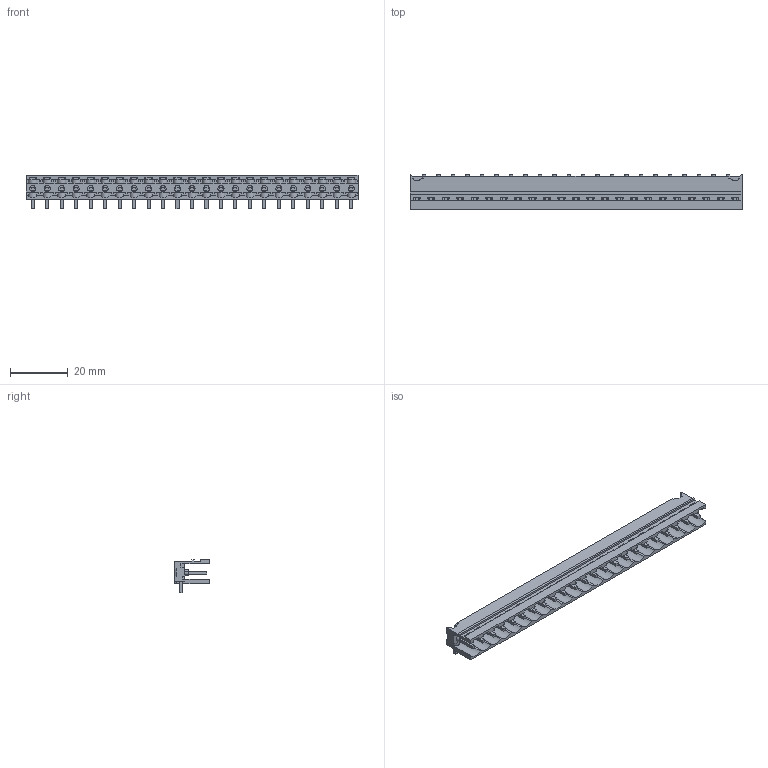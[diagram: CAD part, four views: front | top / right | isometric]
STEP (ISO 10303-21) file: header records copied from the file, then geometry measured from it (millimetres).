
FILE_DESCRIPTION(('CATIA V5 STEP Exchange','CAx-IF Rec.Pracs.--- Model Styling and Organization---1.2---2011-12-15'),'2;1');
FILE_NAME ('D1457097_0_1840100000_1840100000.stp','2018-03-08T08:11:22+00:00',('none'),('Weidmueller'),'CATIA Version 5-6 Release 2014','CATIA V5 STEP AP214','none');
FILE_SCHEMA(('AUTOMOTIVE_DESIGN { 1 0 10303 214 1 1 1 1 }'));
Length unit declared in the file: millimetre
Products named in the file (1): 1840100000
Bounding box: 114.6 x 12 x 11.63 mm (x, y, z)
Volume: 4028.6 mm3; surface area: 10042 mm2
Topology: 24 solids, 24 shells, 1485 faces, 4569 edges, 3086 vertices
Faces by surface type: plane 1236, cylinder 249
Entity records: 46810 total; most frequent: CARTESIAN_POINT 9314, ORIENTED_EDGE 9138, DIRECTION 5741, EDGE_CURVE 4569, VECTOR 3811, LINE 3811, VERTEX_POINT 3086, EDGE_LOOP 1531
